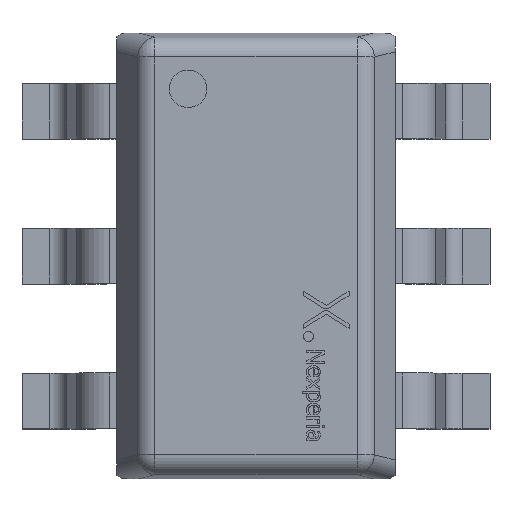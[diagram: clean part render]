
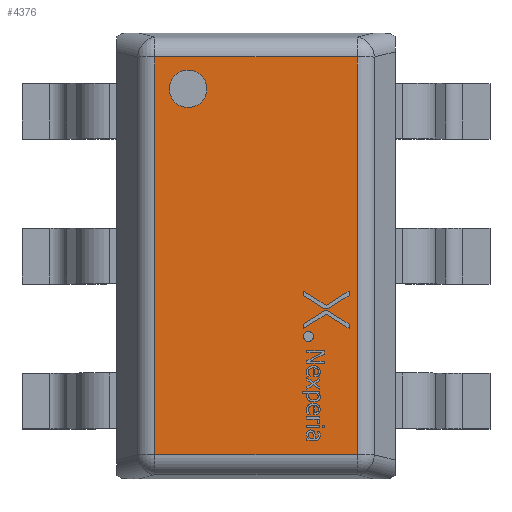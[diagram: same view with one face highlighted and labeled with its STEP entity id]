
A CAD part, top view. The second image highlights one B-rep face of the part: STEP entity #4376.
In plain terms, the highlighted planar face has unit normal (0, 0, 1).
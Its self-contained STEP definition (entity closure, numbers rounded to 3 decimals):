
#136=PLANE('',#4694);
#422=LINE('',#6157,#866);
#424=LINE('',#6160,#868);
#426=LINE('',#6163,#870);
#428=LINE('',#6166,#872);
#866=VECTOR('',#5090,1.785);
#868=VECTOR('',#5094,0.908);
#870=VECTOR('',#5098,0.908);
#872=VECTOR('',#5102,1.785);
#1374=FACE_OUTER_BOUND('',#1634,.T.);
#1634=EDGE_LOOP('',(#3179,#3180,#3181,#3182));
#1989=VERTEX_POINT('',#6129);
#1992=VERTEX_POINT('',#6136);
#1994=VERTEX_POINT('',#6141);
#1997=VERTEX_POINT('',#6152);
#2451=EDGE_CURVE('',#1997,#1994,#422,.T.);
#2453=EDGE_CURVE('',#1992,#1997,#424,.T.);
#2455=EDGE_CURVE('',#1994,#1989,#426,.T.);
#2457=EDGE_CURVE('',#1989,#1992,#428,.T.);
#3179=ORIENTED_EDGE('',*,*,#2451,.F.);
#3180=ORIENTED_EDGE('',*,*,#2453,.F.);
#3181=ORIENTED_EDGE('',*,*,#2457,.F.);
#3182=ORIENTED_EDGE('',*,*,#2455,.F.);
#4376=ADVANCED_FACE('',(#1374),#136,.T.);
#4694=AXIS2_PLACEMENT_3D('',#6177,#5117,#5118);
#5090=DIRECTION('',(1.,0.,0.));
#5094=DIRECTION('',(0.,1.,0.));
#5098=DIRECTION('',(0.,-1.,0.));
#5102=DIRECTION('',(-1.,0.,0.));
#5117=DIRECTION('center_axis',(0.,0.,1.));
#5118=DIRECTION('ref_axis',(1.,0.,0.));
#6129=CARTESIAN_POINT('',(0.892,-0.454,1.));
#6136=CARTESIAN_POINT('',(-0.892,-0.454,1.));
#6141=CARTESIAN_POINT('',(0.892,0.454,1.));
#6152=CARTESIAN_POINT('',(-0.892,0.454,1.));
#6157=CARTESIAN_POINT('',(0.25,0.454,1.));
#6160=CARTESIAN_POINT('',(-0.892,0.156,1.));
#6163=CARTESIAN_POINT('',(0.892,-0.156,1.));
#6166=CARTESIAN_POINT('',(-0.25,-0.454,1.));
#6177=CARTESIAN_POINT('Origin',(0.,0.,1.));
